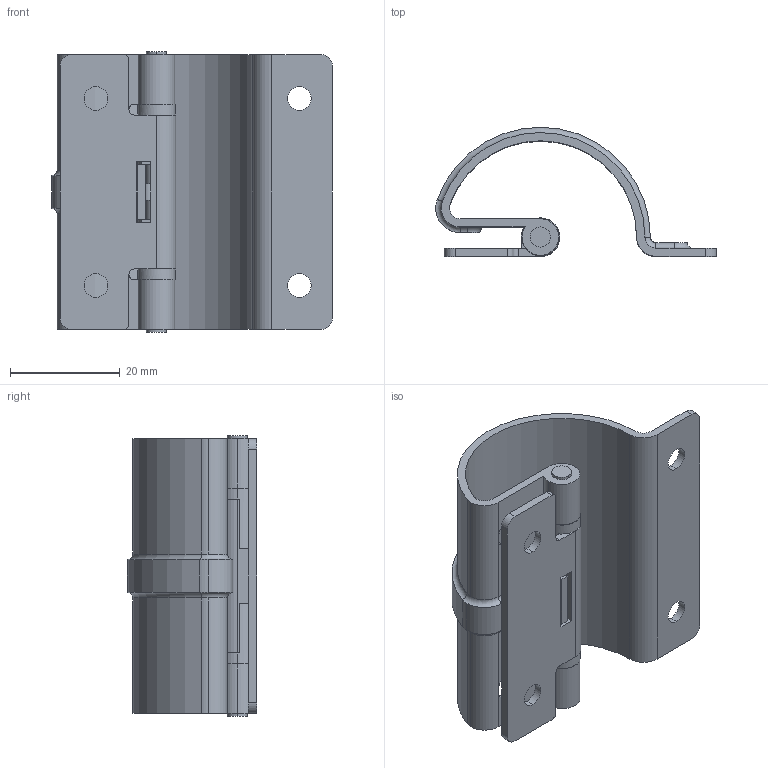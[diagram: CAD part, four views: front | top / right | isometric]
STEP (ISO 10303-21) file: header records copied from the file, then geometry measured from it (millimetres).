
FILE_DESCRIPTION (( 'STEP AP203' ), '1' );
FILE_NAME ('B-1509-3.STEP', '2015-09-17T01:09:28', ( '' ), ( '' ), 'SwSTEP 2.0', 'SolidWorks 2012', '' );
FILE_SCHEMA (( 'CONFIG_CONTROL_DESIGN' ));
Length unit declared in the file: millimetre
Products named in the file (6): B-1509-3; B-1509-3僾儔僌__僾儔僌R; B-1509-3僾儔僌__僾儔僌L; B-1509-3シャフト_; B-1509-3ヒンジB_; B-1509-3ヒンジA_
Assembly tree (6 placements, depth 2):
  B-1509-3
    B-1509-3ヒンジA_
    B-1509-3ヒンジB_
    B-1509-3シャフト_  x2
    B-1509-3僾儔僌__僾儔僌L
    B-1509-3僾儔僌__僾儔僌R
Bounding box: 51.06 x 23.5 x 51 mm (x, y, z)
Volume: 9156 mm3; surface area: 12995.7 mm2
Topology: 6 solids, 6 shells, 144 faces, 372 edges, 240 vertices
Faces by surface type: cylinder 78, plane 52, torus 10, cone 4
Entity records: 4958 total; most frequent: DIRECTION 816, CARTESIAN_POINT 735, ORIENTED_EDGE 716, EDGE_CURVE 358, AXIS2_PLACEMENT_3D 313, VERTEX_POINT 232, VECTOR 190, LINE 190
